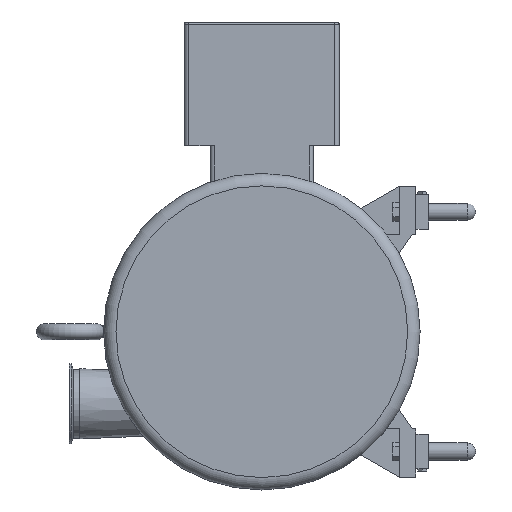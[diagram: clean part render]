
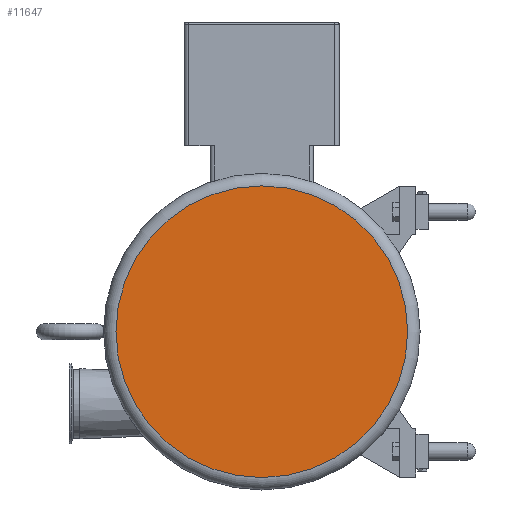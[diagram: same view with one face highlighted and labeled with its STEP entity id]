
A CAD part, left-side view. The second image highlights one B-rep face of the part: STEP entity #11647.
In plain terms, the highlighted planar face has unit normal (-1, 0, 0).
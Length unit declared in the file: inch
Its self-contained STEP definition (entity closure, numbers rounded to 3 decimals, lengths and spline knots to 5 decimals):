
#2092=PLANE('',#12645);
#2597=FACE_OUTER_BOUND('',#3305,.T.);
#3305=EDGE_LOOP('',(#9521,#9522));
#3843=CIRCLE('',#12646,8.524);
#3844=CIRCLE('',#12647,8.524);
#5244=VERTEX_POINT('',#21016);
#5245=VERTEX_POINT('',#21017);
#6783=EDGE_CURVE('',#5244,#5245,#3843,.T.);
#6784=EDGE_CURVE('',#5245,#5244,#3844,.T.);
#9521=ORIENTED_EDGE('',*,*,#6783,.F.);
#9522=ORIENTED_EDGE('',*,*,#6784,.F.);
#11647=ADVANCED_FACE('',(#2597),#2092,.T.);
#12645=AXIS2_PLACEMENT_3D('',#21015,#15185,#15186);
#12646=AXIS2_PLACEMENT_3D('',#21018,#15187,#15188);
#12647=AXIS2_PLACEMENT_3D('',#21019,#15189,#15190);
#15185=DIRECTION('center_axis',(-1.,0.,0.));
#15186=DIRECTION('ref_axis',(0.,1.,0.));
#15187=DIRECTION('center_axis',(1.,0.,0.));
#15188=DIRECTION('ref_axis',(0.,0.,
1.));
#15189=DIRECTION('center_axis',(1.,0.,0.));
#15190=DIRECTION('ref_axis',(0.,0.,
1.));
#21015=CARTESIAN_POINT('Origin',(-32.717,0.,-9.25));
#21016=CARTESIAN_POINT('',(-32.717,0.,-8.524));
#21017=CARTESIAN_POINT('',(-32.717,8.524,0.));
#21018=CARTESIAN_POINT('Origin',(-32.717,0.,0.));
#21019=CARTESIAN_POINT('Origin',(-32.717,0.,0.));
